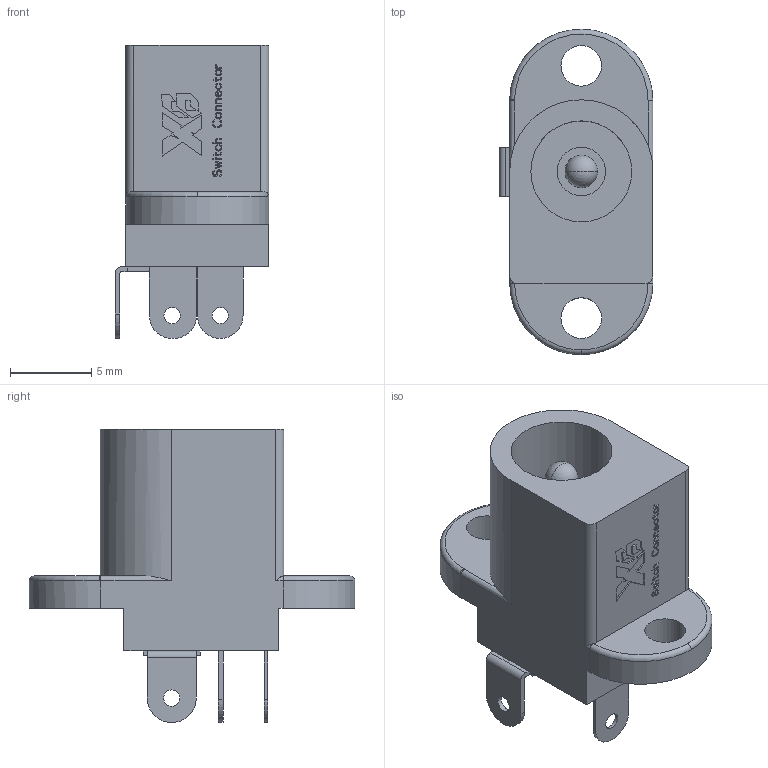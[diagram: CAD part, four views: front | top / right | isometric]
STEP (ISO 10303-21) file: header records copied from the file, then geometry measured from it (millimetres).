
FILE_DESCRIPTION(('STEP AP214'),'1');
FILE_NAME('xb-dc-017-2_5a-2_0.stp','2022-10-19T17:21:09',('TraceParts'),('TraceParts S.A.'),'Spatial InterOp 3D',' ',' ');
FILE_SCHEMA(('AUTOMOTIVE_DESIGN { 1 0 10303 214 1 1 1 1 }'));
Length unit declared in the file: millimetre
Products named in the file (1): xb-dc-017-2_5a-2_0
Bounding box: 9.45 x 20 x 18.01 mm (x, y, z)
Volume: 1185.6 mm3; surface area: 1083.3 mm2
Topology: 1 solids, 1 shells, 600 faces, 1700 edges, 1129 vertices
Faces by surface type: plane 544, cylinder 46, torus 8, sphere 2
Entity records: 19178 total; most frequent: CARTESIAN_POINT 3465, ORIENTED_EDGE 3396, DIRECTION 3002, EDGE_CURVE 1698, LINE 1584, VECTOR 1584, VERTEX_POINT 1129, AXIS2_PLACEMENT_3D 709
